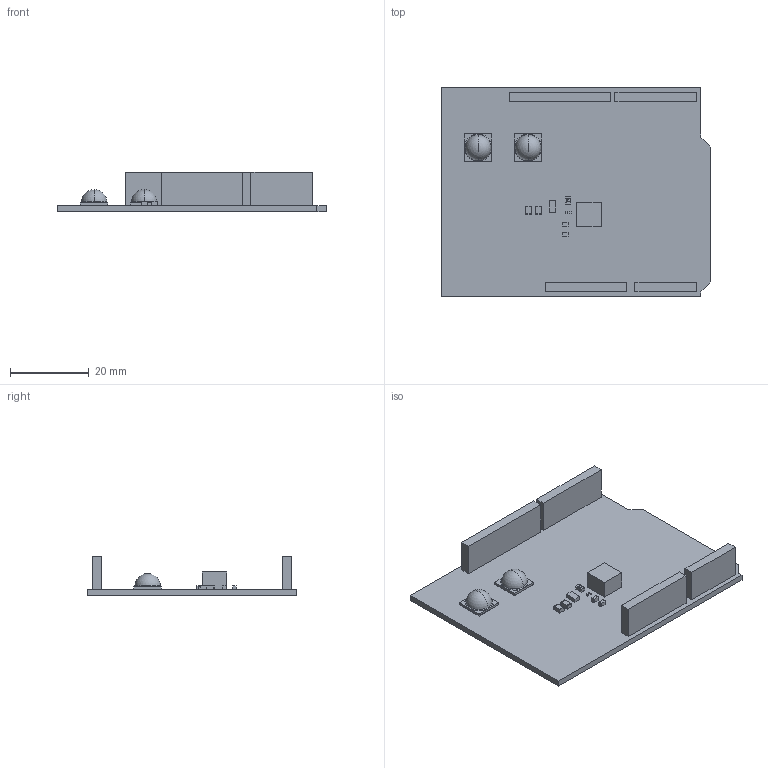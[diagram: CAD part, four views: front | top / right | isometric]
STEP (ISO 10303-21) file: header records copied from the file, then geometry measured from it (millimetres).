
FILE_DESCRIPTION(('Open CASCADE Model'),'2;1');
FILE_NAME('Open CASCADE Shape Model','2024-08-02T18:08:29',('Author'),( 'Open CASCADE'),'Open CASCADE STEP processor 7.5','Open CASCADE 7.5' ,'Unknown');
FILE_SCHEMA(('AUTOMOTIVE_DESIGN { 1 0 10303 214 1 1 1 1 }'));
Length unit declared in the file: millimetre
Products named in the file (50): PCB; Board; Open CASCADE STEP translator 7.5 2.1.1; U1; 6847911824; Extruded; R2; 6161259936; 6056394352; R1; 6056393072; 6056387472; L1; 6847913024; J4; 6847916224; J3; 6847912304; J2; 6847917024; J1; D2; MKR_3D; D1; C5; 6847910224; 6847908704; C4; C3; Cap_Yageo_CC0805KKX7R7BB105_eec; Assem1; body; Pin; logo; C2; 6847908944; 6847913744; C1
Assembly tree (61 placements, depth 5):
  PCB
    Board
      Open CASCADE STEP translator 7.5 2.1.1
    U1
      6847911824
        Extruded
    R2
      6161259936
        Extruded
      6056394352  x2
        Extruded
    R1
      6056393072  x2
        Extruded
      6056387472
        Extruded
    L1
      6847913024
        Extruded
    J4
      6847916224
        Extruded
    J3
      6847912304
        Extruded
    J2
      6847917024
        Extruded
    J1
      6847916224
        Extruded
    D2
      MKR_3D
    D1
      MKR_3D
    C5
      6847910224  x2
        Extruded
      6847908704
        Extruded
    C4
      6847910224  x2
        Extruded
      6847908704
        Extruded
    C3
      Cap_Yageo_CC0805KKX7R7BB105_eec
        Assem1
          body
          Pin
          logo
    C2
      6847908944
        Extruded
      6847913744  x2
        Extruded
    C1
      6847908944
        Extruded
      6847913744  x2
Bounding box: 68.58 x 53.34 x 10.07 mm (x, y, z)
Volume: 7775.8 mm3; surface area: 10189.9 mm2
Topology: 45 solids, 45 shells, 480 faces, 1088 edges, 698 vertices
Faces by surface type: plane 361, cylinder 44, bspline 37, cone 16, sphere 12, torus 10
Entity records: 13389 total; most frequent: CARTESIAN_POINT 4259, ORIENTED_EDGE 1656, DIRECTION 1596, EDGE_CURVE 828, LINE 656, VECTOR 656, VERTEX_POINT 537, AXIS2_PLACEMENT_3D 470
